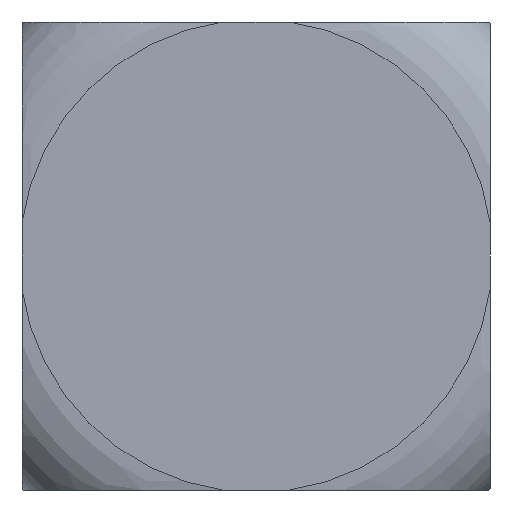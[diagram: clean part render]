
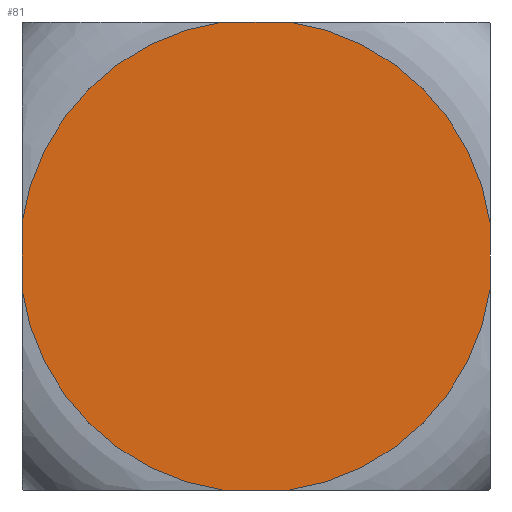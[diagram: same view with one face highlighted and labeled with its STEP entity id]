
A CAD part, left-side view. The second image highlights one B-rep face of the part: STEP entity #81.
In plain terms, the highlighted planar face has unit normal (-1, 0, 0).
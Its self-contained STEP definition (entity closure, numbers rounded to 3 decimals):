
#81 = ADVANCED_FACE( '', ( #163 ), #164, .F. );
#163 = FACE_OUTER_BOUND( '', #244, .T. );
#164 = PLANE( '', #245 );
#244 = EDGE_LOOP( '', ( #412, #413, #414, #415, #416, #417, #418, #419 ) );
#245 = AXIS2_PLACEMENT_3D( '', #420, #421, #422 );
#412 = ORIENTED_EDGE( '', *, *, #474, .F. );
#413 = ORIENTED_EDGE( '', *, *, #512, .F. );
#414 = ORIENTED_EDGE( '', *, *, #526, .F. );
#415 = ORIENTED_EDGE( '', *, *, #487, .F. );
#416 = ORIENTED_EDGE( '', *, *, #481, .F. );
#417 = ORIENTED_EDGE( '', *, *, #464, .F. );
#418 = ORIENTED_EDGE( '', *, *, #501, .F. );
#419 = ORIENTED_EDGE( '', *, *, #518, .F. );
#420 = CARTESIAN_POINT( '', ( 0., 0., 0. ) );
#421 = DIRECTION( '', ( 1., 0., 0. ) );
#422 = DIRECTION( '', ( 0., 0., -1. ) );
#464 = EDGE_CURVE( '', #539, #542, #543, .T. );
#474 = EDGE_CURVE( '', #559, #548, #561, .T. );
#481 = EDGE_CURVE( '', #542, #563, #573, .T. );
#487 = EDGE_CURVE( '', #563, #579, #582, .T. );
#501 = EDGE_CURVE( '', #600, #539, #602, .T. );
#512 = EDGE_CURVE( '', #617, #559, #619, .T. );
#518 = EDGE_CURVE( '', #548, #600, #625, .T. );
#526 = EDGE_CURVE( '', #579, #617, #634, .T. );
#539 = VERTEX_POINT( '', #648 );
#542 = VERTEX_POINT( '', #672 );
#543 = CIRCLE( '', #673, 11.11 );
#548 = VERTEX_POINT( '', #699 );
#559 = VERTEX_POINT( '', #735 );
#561 = LINE( '', #758, #759 );
#563 = VERTEX_POINT( '', #761 );
#573 = LINE( '', #796, #797 );
#579 = VERTEX_POINT( '', #803 );
#582 = CIRCLE( '', #827, 11.11 );
#600 = VERTEX_POINT( '', #849 );
#602 = LINE( '', #872, #873 );
#617 = VERTEX_POINT( '', #890 );
#619 = CIRCLE( '', #913, 11.11 );
#625 = CIRCLE( '', #919, 11.11 );
#634 = LINE( '', #930, #931 );
#648 = CARTESIAN_POINT( '', ( 0., -1.56, 11. ) );
#672 = CARTESIAN_POINT( '', ( 0., -11., 1.56 ) );
#673 = AXIS2_PLACEMENT_3D( '', #945, #946, #947 );
#699 = CARTESIAN_POINT( '', ( 0., 11., 1.56 ) );
#735 = CARTESIAN_POINT( '', ( 0., 11., -1.56 ) );
#758 = CARTESIAN_POINT( '', ( 0., 11., -11. ) );
#759 = VECTOR( '', #955, 1000. );
#761 = CARTESIAN_POINT( '', ( 0., -11., -1.56 ) );
#796 = CARTESIAN_POINT( '', ( 0., -11., 11. ) );
#797 = VECTOR( '', #960, 1000. );
#803 = CARTESIAN_POINT( '', ( 0., -1.56, -11. ) );
#827 = AXIS2_PLACEMENT_3D( '', #967, #968, #969 );
#849 = CARTESIAN_POINT( '', ( 0., 1.56, 11. ) );
#872 = CARTESIAN_POINT( '', ( 0., 11., 11. ) );
#873 = VECTOR( '', #989, 1000. );
#890 = CARTESIAN_POINT( '', ( 0., 1.56, -11. ) );
#913 = AXIS2_PLACEMENT_3D( '', #1007, #1008, #1009 );
#919 = AXIS2_PLACEMENT_3D( '', #1016, #1017, #1018 );
#930 = CARTESIAN_POINT( '', ( 0., -11., -11. ) );
#931 = VECTOR( '', #1024, 1000. );
#945 = CARTESIAN_POINT( '', ( 0., 0., 0. ) );
#946 = DIRECTION( '', ( 1., 0., 0. ) );
#947 = DIRECTION( '', ( 0., 0., -1. ) );
#955 = DIRECTION( '', ( 0., 0., 1. ) );
#960 = DIRECTION( '', ( 0., 0., -1. ) );
#967 = CARTESIAN_POINT( '', ( 0., 0., 0. ) );
#968 = DIRECTION( '', ( 1., 0., 0. ) );
#969 = DIRECTION( '', ( 0., 0., -1. ) );
#989 = DIRECTION( '', ( 0., -1., 0. ) );
#1007 = CARTESIAN_POINT( '', ( 0., 0., 0. ) );
#1008 = DIRECTION( '', ( 1., 0., 0. ) );
#1009 = DIRECTION( '', ( 0., 0., -1. ) );
#1016 = CARTESIAN_POINT( '', ( 0., 0., 0. ) );
#1017 = DIRECTION( '', ( 1., 0., 0. ) );
#1018 = DIRECTION( '', ( 0., 0., -1. ) );
#1024 = DIRECTION( '', ( 0., 1., 0. ) );
